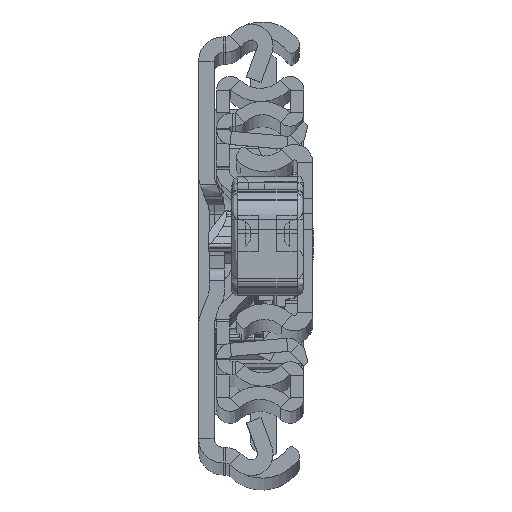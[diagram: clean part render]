
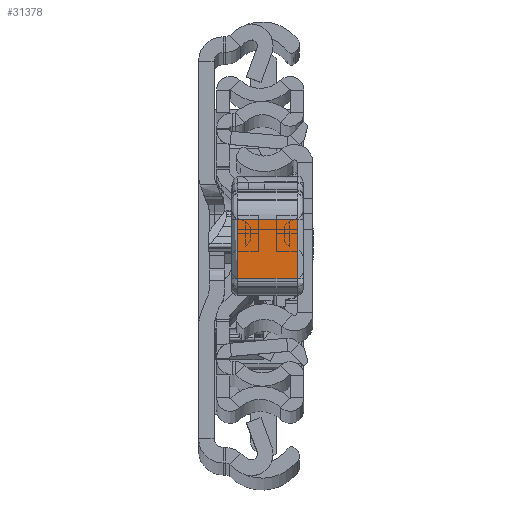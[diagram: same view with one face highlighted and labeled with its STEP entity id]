
A CAD part, top view. The second image highlights one B-rep face of the part: STEP entity #31378.
In plain terms, the highlighted face is planar.
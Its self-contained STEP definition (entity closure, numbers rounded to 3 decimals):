
#191 = VERTEX_POINT ( 'NONE', #4529 ) ;
#1060 = FACE_OUTER_BOUND ( 'NONE', #33595, .T. ) ;
#1786 = EDGE_CURVE ( 'NONE', #14185, #191, #14574, .T. ) ;
#1809 = VECTOR ( 'NONE', #14193, 1000. ) ;
#4172 = EDGE_CURVE ( 'NONE', #191, #6583, #30799, .T. ) ;
#4529 = CARTESIAN_POINT ( 'NONE',  ( 39.55, -12.274, 10. ) ) ;
#4672 = ORIENTED_EDGE ( 'NONE', *, *, #4172, .T. ) ;
#6583 = VERTEX_POINT ( 'NONE', #24496 ) ;
#7231 = VECTOR ( 'NONE', #31776, 1000. ) ;
#9625 = ORIENTED_EDGE ( 'NONE', *, *, #18863, .T. ) ;
#11447 = DIRECTION ( 'NONE',  ( -0.027, -1., 0. ) ) ;
#11909 = DIRECTION ( 'NONE',  ( 0., 0., -1. ) ) ;
#12072 = CARTESIAN_POINT ( 'NONE',  ( 39.55, -12.274, 11. ) ) ;
#13721 = VERTEX_POINT ( 'NONE', #30895 ) ;
#14052 = ORIENTED_EDGE ( 'NONE', *, *, #1786, .T. ) ;
#14185 = VERTEX_POINT ( 'NONE', #18530 ) ;
#14193 = DIRECTION ( 'NONE',  ( 0.027, 1., 0. ) ) ;
#14311 = DIRECTION ( 'NONE',  ( -1., 0.027, 0. ) ) ;
#14574 = LINE ( 'NONE', #27204, #27359 ) ;
#15900 = LINE ( 'NONE', #26296, #1809 ) ;
#16193 = VECTOR ( 'NONE', #11909, 1000. ) ;
#16263 = CARTESIAN_POINT ( 'NONE',  ( 39.818, -2.465, 11. ) ) ;
#16967 = AXIS2_PLACEMENT_3D ( 'NONE', #32058, #14311, #11447 ) ;
#17308 = DIRECTION ( 'NONE',  ( -0.027, -1., 0. ) ) ;
#18530 = CARTESIAN_POINT ( 'NONE',  ( 39.818, -2.465, 10. ) ) ;
#18863 = EDGE_CURVE ( 'NONE', #13721, #14185, #21386, .T. ) ;
#21386 = LINE ( 'NONE', #16263, #7231 ) ;
#21495 = PLANE ( 'NONE',  #16967 ) ;
#23717 = ORIENTED_EDGE ( 'NONE', *, *, #32554, .T. ) ;
#24496 = CARTESIAN_POINT ( 'NONE',  ( 39.55, -12.274, 0. ) ) ;
#26296 = CARTESIAN_POINT ( 'NONE',  ( 39.55, -12.274, 0. ) ) ;
#27204 = CARTESIAN_POINT ( 'NONE',  ( 39.55, -12.274, 10. ) ) ;
#27359 = VECTOR ( 'NONE', #17308, 1000. ) ;
#30799 = LINE ( 'NONE', #12072, #16193 ) ;
#30895 = CARTESIAN_POINT ( 'NONE',  ( 39.818, -2.465, 0. ) ) ;
#31378 = ADVANCED_FACE ( 'NONE', ( #1060 ), #21495, .F. ) ;
#31776 = DIRECTION ( 'NONE',  ( 0., 0., 1. ) ) ;
#32058 = CARTESIAN_POINT ( 'NONE',  ( 39.55, -12.274, 11. ) ) ;
#32554 = EDGE_CURVE ( 'NONE', #6583, #13721, #15900, .T. ) ;
#33595 = EDGE_LOOP ( 'NONE', ( #4672, #23717, #9625, #14052 ) ) ;
